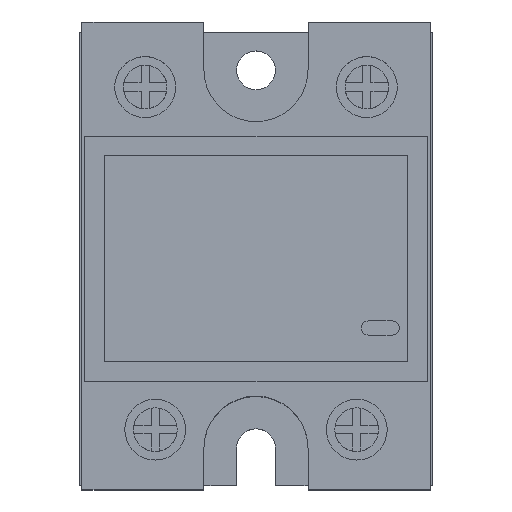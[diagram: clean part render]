
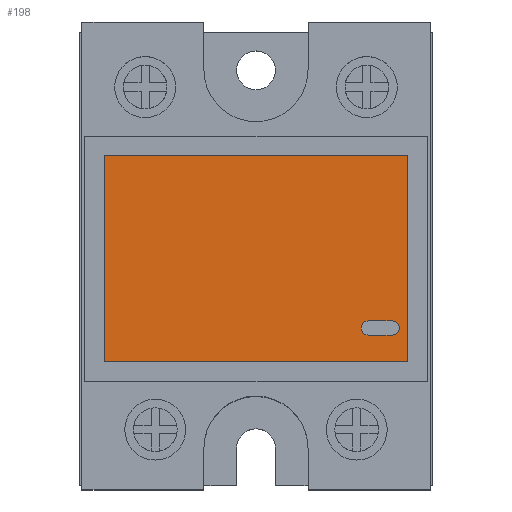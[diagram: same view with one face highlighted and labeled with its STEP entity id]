
A CAD part, top view. The second image highlights one B-rep face of the part: STEP entity #198.
In plain terms, the highlighted planar face has unit normal (0, 0, 1).
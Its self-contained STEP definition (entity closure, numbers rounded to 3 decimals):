
#198=ADVANCED_FACE('',(#371,#372),#373,.T.);
#371=FACE_OUTER_BOUND('',#630,.T.);
#372=FACE_BOUND('',#631,.T.);
#373=PLANE('',#632);
#630=EDGE_LOOP('',(#1032,#1033,#1034,#1035));
#631=EDGE_LOOP('',(#1036,#1037,#1038,#1039,#1040,#1041));
#632=AXIS2_PLACEMENT_3D('',#1042,#1043,#1044);
#1032=ORIENTED_EDGE('',*,*,#1942,.T.);
#1033=ORIENTED_EDGE('',*,*,#1940,.T.);
#1034=ORIENTED_EDGE('',*,*,#1938,.T.);
#1035=ORIENTED_EDGE('',*,*,#1936,.T.);
#1036=ORIENTED_EDGE('',*,*,#1943,.F.);
#1037=ORIENTED_EDGE('',*,*,#1854,.F.);
#1038=ORIENTED_EDGE('',*,*,#1944,.F.);
#1039=ORIENTED_EDGE('',*,*,#1945,.F.);
#1040=ORIENTED_EDGE('',*,*,#1946,.F.);
#1041=ORIENTED_EDGE('',*,*,#1860,.F.);
#1042=CARTESIAN_POINT('',(0.0,0.0,29.23));
#1043=DIRECTION('',(0.0,0.0,1.0));
#1044=DIRECTION('',(1.0,0.0,0.0));
#1854=EDGE_CURVE('',#2173,#2176,#2177,.T.);
#1860=EDGE_CURVE('',#2186,#2182,#2188,.T.);
#1936=EDGE_CURVE('',#2326,#2324,#2327,.T.);
#1938=EDGE_CURVE('',#2329,#2326,#2330,.T.);
#1940=EDGE_CURVE('',#2332,#2329,#2333,.T.);
#1942=EDGE_CURVE('',#2324,#2332,#2335,.T.);
#1943=EDGE_CURVE('',#2176,#2186,#2336,.T.);
#1944=EDGE_CURVE('',#2337,#2173,#2338,.T.);
#1945=EDGE_CURVE('',#2339,#2337,#2340,.T.);
#1946=EDGE_CURVE('',#2182,#2339,#2341,.T.);
#2173=VERTEX_POINT('',#2705);
#2176=VERTEX_POINT('',#2709);
#2177=CIRCLE('',#2710,0.889);
#2182=VERTEX_POINT('',#2716);
#2186=VERTEX_POINT('',#2721);
#2188=CIRCLE('',#2724,0.889);
#2324=VERTEX_POINT('',#2919);
#2326=VERTEX_POINT('',#2922);
#2327=LINE('',#2923,#2924);
#2329=VERTEX_POINT('',#2927);
#2330=LINE('',#2928,#2929);
#2332=VERTEX_POINT('',#2932);
#2333=LINE('',#2933,#2934);
#2335=LINE('',#2937,#2938);
#2336=LINE('',#2939,#2940);
#2337=VERTEX_POINT('',#2941);
#2338=CIRCLE('',#2942,0.889);
#2339=VERTEX_POINT('',#2943);
#2340=LINE('',#2944,#2945);
#2341=CIRCLE('',#2946,0.889);
#2705=CARTESIAN_POINT('',(40.284,20.388,29.23));
#2709=CARTESIAN_POINT('',(39.395,21.277,29.23));
#2710=AXIS2_PLACEMENT_3D('',#3476,#3477,#3478);
#2716=CARTESIAN_POINT('',(35.484,20.388,29.23));
#2721=CARTESIAN_POINT('',(36.373,21.277,29.23));
#2724=AXIS2_PLACEMENT_3D('',#3488,#3489,#3490);
#2919=CARTESIAN_POINT('',(41.365,16.116,29.23));
#2922=CARTESIAN_POINT('',(3.085,16.116,29.23));
#2923=CARTESIAN_POINT('',(3.085,16.116,29.23));
#2924=VECTOR('',#3596,38.281);
#2927=CARTESIAN_POINT('',(3.085,42.095,29.23));
#2928=CARTESIAN_POINT('',(3.085,42.095,29.23));
#2929=VECTOR('',#3598,25.979);
#2932=CARTESIAN_POINT('',(41.365,42.095,29.23));
#2933=CARTESIAN_POINT('',(41.365,42.095,29.23));
#2934=VECTOR('',#3600,38.281);
#2937=CARTESIAN_POINT('',(41.365,16.116,29.23));
#2938=VECTOR('',#3602,25.979);
#2939=CARTESIAN_POINT('',(39.395,21.277,29.23));
#2940=VECTOR('',#3603,3.023);
#2941=CARTESIAN_POINT('',(39.395,19.499,29.23));
#2942=AXIS2_PLACEMENT_3D('',#3604,#3605,#3606);
#2943=CARTESIAN_POINT('',(36.373,19.499,29.23));
#2944=CARTESIAN_POINT('',(36.373,19.499,29.23));
#2945=VECTOR('',#3607,3.023);
#2946=AXIS2_PLACEMENT_3D('',#3608,#3609,#3610);
#3476=CARTESIAN_POINT('',(39.395,20.388,29.23));
#3477=DIRECTION('',(0.0,0.0,1.0));
#3478=DIRECTION('',(0.0,-1.0,0.0));
#3488=CARTESIAN_POINT('',(36.373,20.388,29.23));
#3489=DIRECTION('',(0.0,-0.0,1.0));
#3490=DIRECTION('',(0.0,1.0,0.0));
#3596=DIRECTION('',(1.,0.,0.0));
#3598=DIRECTION('',(0.,-1.0,0.0));
#3600=DIRECTION('',(-1.,0.,0.0));
#3602=DIRECTION('',(0.,1.0,0.0));
#3603=DIRECTION('',(-1.0,0.0,0.0));
#3604=CARTESIAN_POINT('',(39.395,20.388,29.23));
#3605=DIRECTION('',(0.0,0.0,1.0));
#3606=DIRECTION('',(0.0,-1.0,0.0));
#3607=DIRECTION('',(1.0,0.,0.0));
#3608=CARTESIAN_POINT('',(36.373,20.388,29.23));
#3609=DIRECTION('',(0.0,-0.0,1.0));
#3610=DIRECTION('',(0.0,1.0,0.0));
